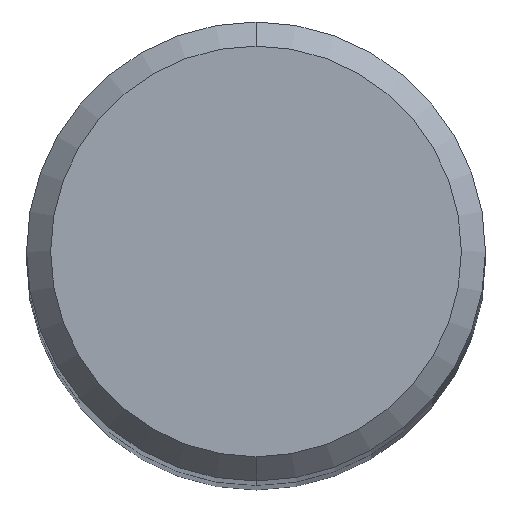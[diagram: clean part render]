
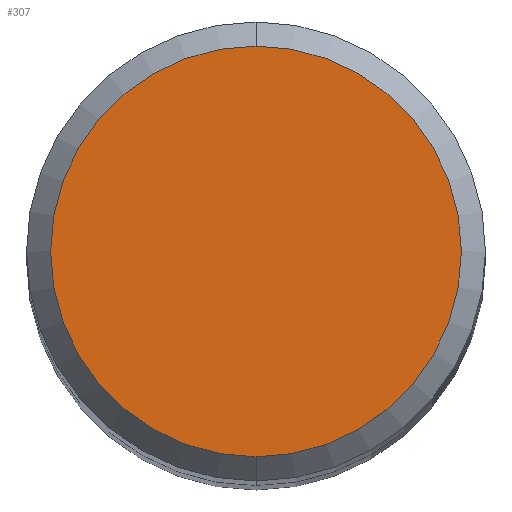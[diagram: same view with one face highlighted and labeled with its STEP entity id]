
A CAD part, top view. The second image highlights one B-rep face of the part: STEP entity #307.
In plain terms, the highlighted planar face has unit normal (0, 0, 1).
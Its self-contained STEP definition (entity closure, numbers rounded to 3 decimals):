
#307=ADVANCED_FACE('',(#597),#598,.T.);
#329=EDGE_CURVE('',#411,#335,#622,.T.);
#335=VERTEX_POINT('',#628);
#337=EDGE_CURVE('',#335,#411,#630,.T.);
#411=VERTEX_POINT('',#712);
#597=FACE_OUTER_BOUND('',#1177,.T.);
#598=PLANE('',#1178);
#622=CIRCLE('',#1210,8.5);
#628=CARTESIAN_POINT('',(0.0,8.5,0.0));
#630=CIRCLE('',#1222,8.5);
#712=CARTESIAN_POINT('',(0.,-8.5,0.0));
#1177=EDGE_LOOP('',(#1627,#1628));
#1178=AXIS2_PLACEMENT_3D('',#1629,#1630,#1631);
#1210=AXIS2_PLACEMENT_3D('',#1655,#1656,#1657);
#1222=AXIS2_PLACEMENT_3D('',#1662,#1663,#1664);
#1627=ORIENTED_EDGE('',*,*,#337,.F.);
#1628=ORIENTED_EDGE('',*,*,#329,.F.);
#1629=CARTESIAN_POINT('',(0.0,4.25,0.0));
#1630=DIRECTION('',(-0.0,0.0,1.0));
#1631=DIRECTION('',(0.0,-1.0,0.0));
#1655=CARTESIAN_POINT('',(0.0,0.0,0.0));
#1656=DIRECTION('',(0.0,0.0,-1.0));
#1657=DIRECTION('',(0.0,1.0,0.0));
#1662=CARTESIAN_POINT('',(0.0,0.0,0.0));
#1663=DIRECTION('',(0.0,0.0,-1.0));
#1664=DIRECTION('',(0.0,1.0,0.0));
